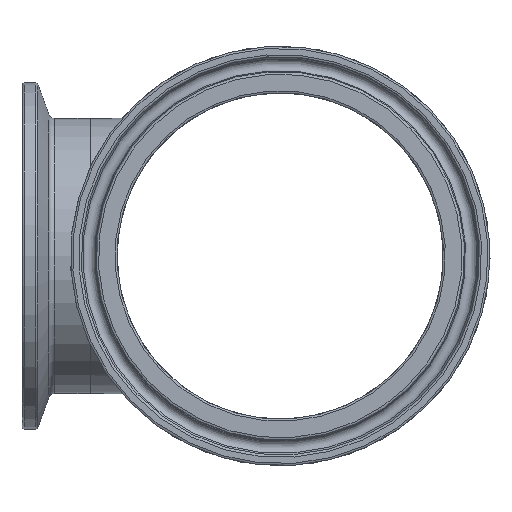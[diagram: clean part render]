
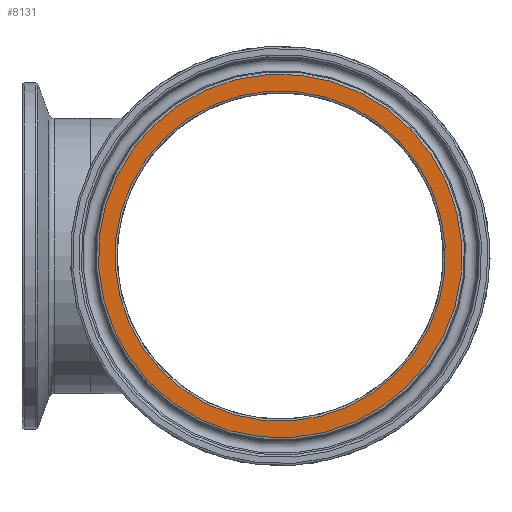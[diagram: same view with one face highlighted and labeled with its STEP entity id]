
A CAD part, left-side view. The second image highlights one B-rep face of the part: STEP entity #8131.
In plain terms, the highlighted planar face has unit normal (-1, 0, 0).
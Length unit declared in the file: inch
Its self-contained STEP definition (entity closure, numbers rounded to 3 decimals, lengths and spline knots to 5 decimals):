
#179=FACE_BOUND('',#1561,.T.);
#374=PLANE('',#8618);
#1019=FACE_OUTER_BOUND('',#1560,.T.);
#1560=EDGE_LOOP('',(#7490));
#1561=EDGE_LOOP('',(#7491));
#3231=CIRCLE('',#8617,1.2);
#3232=CIRCLE('',#8619,1.32066);
#4027=VERTEX_POINT('',#17717);
#4028=VERTEX_POINT('',#17720);
#5191=EDGE_CURVE('',#4027,#4027,#3231,.T.);
#5192=EDGE_CURVE('',#4028,#4028,#3232,.T.);
#7490=ORIENTED_EDGE('',*,*,#5192,.F.);
#7491=ORIENTED_EDGE('',*,*,#5191,.F.);
#8131=ADVANCED_FACE('',(#1019,#179),#374,.T.);
#8617=AXIS2_PLACEMENT_3D('',#17718,#10104,#10105);
#8618=AXIS2_PLACEMENT_3D('',#17719,#10106,#10107);
#8619=AXIS2_PLACEMENT_3D('',#17721,#10108,#10109);
#10104=DIRECTION('center_axis',(-1.,0.,0.));
#10105=DIRECTION('ref_axis',(0.,-0.914,0.406));
#10106=DIRECTION('center_axis',(-1.,0.,0.));
#10107=DIRECTION('ref_axis',(0.,0.406,0.914));
#10108=DIRECTION('center_axis',(1.,0.,0.));
#10109=DIRECTION('ref_axis',(0.,-0.914,0.406));
#17717=CARTESIAN_POINT('',(-3.07421,1.06118,-0.48762));
#17718=CARTESIAN_POINT('Origin',(-3.07421,-0.03529,0.));
#17719=CARTESIAN_POINT('Origin',(-3.07421,1.18422,-0.54233));
#17720=CARTESIAN_POINT('',(-3.07421,1.17142,-0.53664));
#17721=CARTESIAN_POINT('Origin',(-3.07421,-0.03529,0.));
